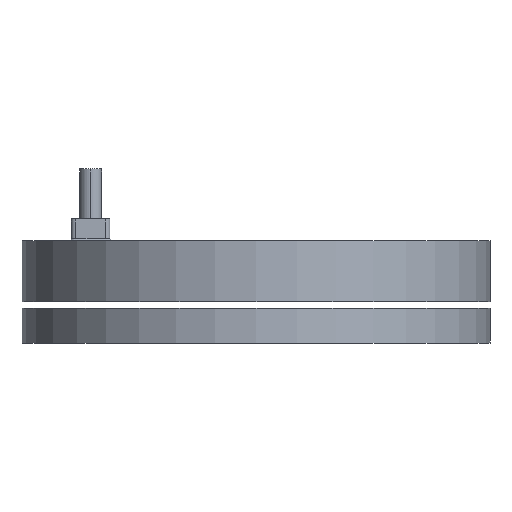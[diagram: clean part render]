
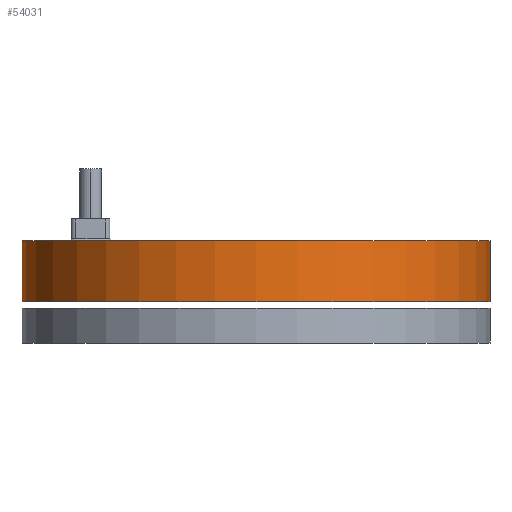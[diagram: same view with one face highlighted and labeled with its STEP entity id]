
A CAD part, front view. The second image highlights one B-rep face of the part: STEP entity #54031.
In plain terms, the highlighted cylindrical face has radius 37.5 mm (diameter 75 mm), a partial arc.
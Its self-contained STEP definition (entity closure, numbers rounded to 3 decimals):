
#7530 = CARTESIAN_POINT ( 'NONE',  ( 0., 0., 0. ) ) ;
#8076 = CIRCLE ( 'NONE', #26321, 37.5 ) ;
#8339 = CIRCLE ( 'NONE', #28318, 37.5 ) ;
#10283 = CARTESIAN_POINT ( 'NONE',  ( -37.5, 0., 0. ) ) ;
#12948 = CARTESIAN_POINT ( 'NONE',  ( -37.5, 0., 9.8 ) ) ;
#13903 = FACE_OUTER_BOUND ( 'NONE', #54198, .T. ) ;
#14052 = LINE ( 'NONE', #26780, #47656 ) ;
#15045 = LINE ( 'NONE', #56298, #27095 ) ;
#16287 = EDGE_CURVE ( 'NONE', #68127, #26530, #15045, .T. ) ;
#17304 = CYLINDRICAL_SURFACE ( 'NONE', #34231, 37.5 ) ;
#21569 = ORIENTED_EDGE ( 'NONE', *, *, #16287, .T. ) ;
#23009 = DIRECTION ( 'NONE',  ( 0., 0., 1. ) ) ;
#26321 = AXIS2_PLACEMENT_3D ( 'NONE', #7530, #40322, #29490 ) ;
#26530 = VERTEX_POINT ( 'NONE', #10283 ) ;
#26780 = CARTESIAN_POINT ( 'NONE',  ( 37.5, 0., 9.8 ) ) ;
#27095 = VECTOR ( 'NONE', #28846, 1000. ) ;
#28318 = AXIS2_PLACEMENT_3D ( 'NONE', #61594, #23009, #67146 ) ;
#28846 = DIRECTION ( 'NONE',  ( 0., 0., -1. ) ) ;
#29490 = DIRECTION ( 'NONE',  ( 1., 0., 0. ) ) ;
#32032 = ORIENTED_EDGE ( 'NONE', *, *, #52582, .T. ) ;
#34231 = AXIS2_PLACEMENT_3D ( 'NONE', #58318, #36555, #42612 ) ;
#36137 = ORIENTED_EDGE ( 'NONE', *, *, #40287, .F. ) ;
#36555 = DIRECTION ( 'NONE',  ( 0., 0., -1. ) ) ;
#37727 = VERTEX_POINT ( 'NONE', #67521 ) ;
#38981 = EDGE_CURVE ( 'NONE', #37727, #67753, #14052, .T. ) ;
#40287 = EDGE_CURVE ( 'NONE', #68127, #37727, #8339, .T. ) ;
#40322 = DIRECTION ( 'NONE',  ( 0., 0., 1. ) ) ;
#42612 = DIRECTION ( 'NONE',  ( -1., 0., 0. ) ) ;
#47656 = VECTOR ( 'NONE', #64920, 1000. ) ;
#52582 = EDGE_CURVE ( 'NONE', #26530, #67753, #8076, .T. ) ;
#54031 = ADVANCED_FACE ( 'NONE', ( #13903 ), #17304, .T. ) ;
#54198 = EDGE_LOOP ( 'NONE', ( #56903, #36137, #21569, #32032 ) ) ;
#56298 = CARTESIAN_POINT ( 'NONE',  ( -37.5, 0., 9.8 ) ) ;
#56903 = ORIENTED_EDGE ( 'NONE', *, *, #38981, .F. ) ;
#58318 = CARTESIAN_POINT ( 'NONE',  ( 0., 0., 9.8 ) ) ;
#58868 = CARTESIAN_POINT ( 'NONE',  ( 37.5, 0., 0. ) ) ;
#61594 = CARTESIAN_POINT ( 'NONE',  ( 0., 0., 9.8 ) ) ;
#64920 = DIRECTION ( 'NONE',  ( 0., 0., -1. ) ) ;
#67146 = DIRECTION ( 'NONE',  ( 1., 0., 0. ) ) ;
#67521 = CARTESIAN_POINT ( 'NONE',  ( 37.5, 0., 9.8 ) ) ;
#67753 = VERTEX_POINT ( 'NONE', #58868 ) ;
#68127 = VERTEX_POINT ( 'NONE', #12948 ) ;
